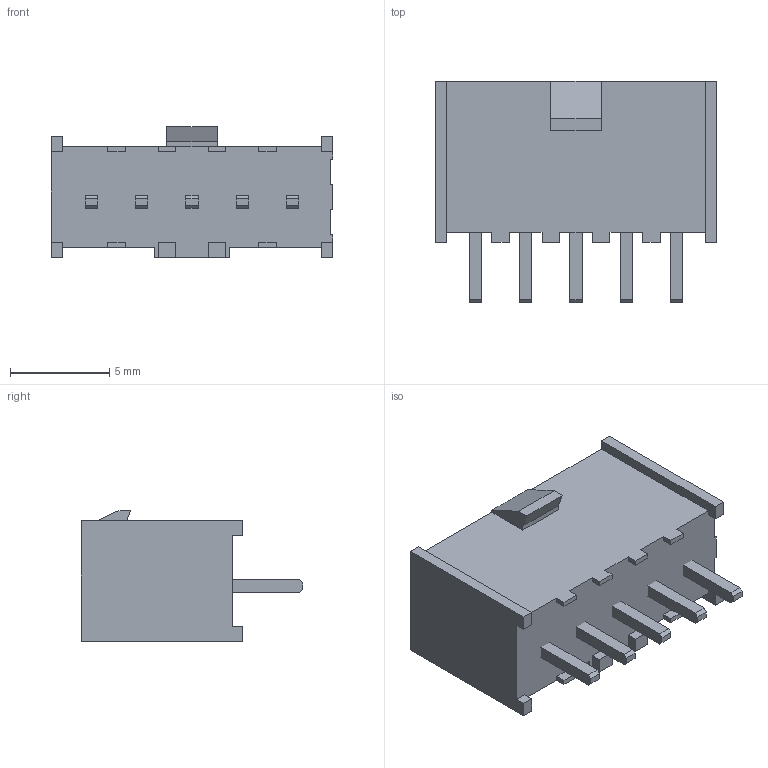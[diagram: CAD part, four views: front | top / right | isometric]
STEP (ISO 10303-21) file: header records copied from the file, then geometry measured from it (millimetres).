
FILE_DESCRIPTION(/* description */ ('STEP AP214'),/* implementation_level */ '2;1');
FILE_NAME(/* name */ 'IPL1-105-01-L-S-K',/* time_stamp */ '2024-10-23T16:43:13+02:00',/* author */ ('License CC BY-ND 4.0'),/* organization */ ('CADENAS'),/* preprocessor_version */ 'ST-DEVELOPER v19.3',/* originating_system */ 'PARTsolutions',/* authorisation */ ' ');
FILE_SCHEMA (('AUTOMOTIVE_DESIGN {1 0 10303 214 3 1 1}'));
Length unit declared in the file: inch
Products named in the file (4): IPL1-105-01-L-S-K; IPL1-105-01-S-K_HDR; T-1S64-01-05-L-S; T-1S64-01-05-L-S2
Assembly tree (3 placements, depth 2):
  IPL1-105-01-L-S-K
    IPL1-105-01-S-K_HDR
    T-1S64-01-05-L-S
    T-1S64-01-05-L-S2
Bounding box: 14.22 x 11.18 x 6.6 mm (x, y, z)
Volume: 412.7 mm3; surface area: 956.6 mm2
Topology: 3 solids, 3 shells, 167 faces, 474 edges, 316 vertices
Faces by surface type: plane 167
Entity records: 5413 total; most frequent: CARTESIAN_POINT 961, ORIENTED_EDGE 948, DIRECTION 816, EDGE_CURVE 474, LINE 474, VECTOR 474, VERTEX_POINT 316, AXIS2_PLACEMENT_3D 171
